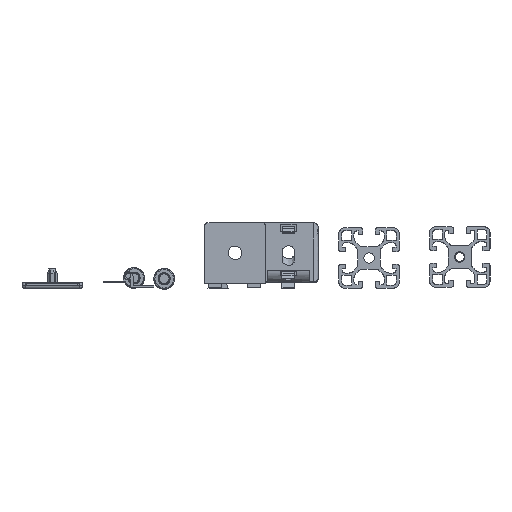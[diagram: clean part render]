
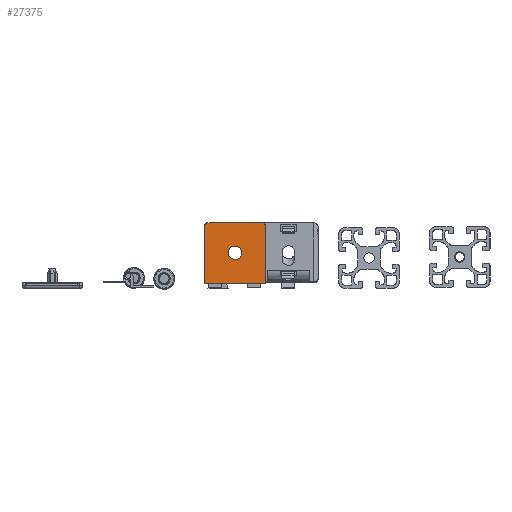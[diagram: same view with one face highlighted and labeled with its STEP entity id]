
A CAD part, left-side view. The second image highlights one B-rep face of the part: STEP entity #27375.
In plain terms, the highlighted free-form (B-spline) face has degree [1, 1] with [2, 2] control points.
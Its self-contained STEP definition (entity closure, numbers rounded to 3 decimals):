
#26959 = VERTEX_POINT('',#26960);
#26960 = CARTESIAN_POINT('',(-9.057,311.614,
    757.788));
#26965 = EDGE_CURVE('',#26959,#26966,#26968,.T.);
#26966 = VERTEX_POINT('',#26967);
#26967 = CARTESIAN_POINT('',(-9.057,310.124,
    759.278));
#26968 = ( BOUNDED_CURVE() B_SPLINE_CURVE(2,(#26969,#26970,#26971),
.UNSPECIFIED.,.F.,.F.) B_SPLINE_CURVE_WITH_KNOTS((3,3),(5.498,
7.069),.PIECEWISE_BEZIER_KNOTS.) CURVE() 
GEOMETRIC_REPRESENTATION_ITEM() RATIONAL_B_SPLINE_CURVE((1.,
0.707,1.)) REPRESENTATION_ITEM('') );
#26969 = CARTESIAN_POINT('',(-9.057,311.614,
    757.788));
#26970 = CARTESIAN_POINT('',(-9.057,311.614,
    759.278));
#26971 = CARTESIAN_POINT('',(-9.057,310.124,
    759.278));
#26999 = VERTEX_POINT('',#27000);
#27000 = CARTESIAN_POINT('',(-9.057,311.614,
    716.241));
#27005 = EDGE_CURVE('',#26959,#26999,#27006,.T.);
#27006 = B_SPLINE_CURVE_WITH_KNOTS('',1,(#27007,#27008),.UNSPECIFIED.,
  .F.,.F.,(2,2),(1.38,39.86),.PIECEWISE_BEZIER_KNOTS.);
#27007 = CARTESIAN_POINT('',(-9.057,311.614,
    757.788));
#27008 = CARTESIAN_POINT('',(-9.057,311.614,
    716.241));
#27120 = VERTEX_POINT('',#27121);
#27121 = CARTESIAN_POINT('',(-9.057,270.153,
    759.278));
#27126 = EDGE_CURVE('',#27120,#27127,#27129,.T.);
#27127 = VERTEX_POINT('',#27128);
#27128 = CARTESIAN_POINT('',(-9.057,268.663,
    757.788));
#27129 = ( BOUNDED_CURVE() B_SPLINE_CURVE(2,(#27130,#27131,#27132),
.UNSPECIFIED.,.F.,.F.) B_SPLINE_CURVE_WITH_KNOTS((3,3),(5.498,
7.069),.PIECEWISE_BEZIER_KNOTS.) CURVE() 
GEOMETRIC_REPRESENTATION_ITEM() RATIONAL_B_SPLINE_CURVE((1.,
0.707,1.)) REPRESENTATION_ITEM('') );
#27130 = CARTESIAN_POINT('',(-9.057,270.153,
    759.278));
#27131 = CARTESIAN_POINT('',(-9.057,268.663,
    759.278));
#27132 = CARTESIAN_POINT('',(-9.057,268.663,
    757.788));
#27151 = EDGE_CURVE('',#27120,#26966,#27152,.T.);
#27152 = B_SPLINE_CURVE_WITH_KNOTS('',1,(#27153,#27154),.UNSPECIFIED.,
  .F.,.F.,(2,2),(1.38,38.4),.PIECEWISE_BEZIER_KNOTS.);
#27153 = CARTESIAN_POINT('',(-9.057,270.153,
    759.278));
#27154 = CARTESIAN_POINT('',(-9.057,310.124,
    759.278));
#27192 = EDGE_CURVE('',#27193,#27127,#27195,.T.);
#27193 = VERTEX_POINT('',#27194);
#27194 = CARTESIAN_POINT('',(-9.057,268.663,
    716.241));
#27195 = B_SPLINE_CURVE_WITH_KNOTS('',1,(#27196,#27197),.UNSPECIFIED.,
  .F.,.F.,(2,2),(0.,38.48),.PIECEWISE_BEZIER_KNOTS.);
#27196 = CARTESIAN_POINT('',(-9.057,268.663,
    716.241));
#27197 = CARTESIAN_POINT('',(-9.057,268.663,
    757.788));
#27339 = VERTEX_POINT('',#27340);
#27340 = CARTESIAN_POINT('',(-9.057,285.323,
    737.835));
#27345 = EDGE_CURVE('',#27339,#27339,#27346,.T.);
#27346 = ( BOUNDED_CURVE() B_SPLINE_CURVE(2,(#27347,#27348,#27349,#27350
    ,#27351,#27352,#27353),.UNSPECIFIED.,.T.,.F.) 
B_SPLINE_CURVE_WITH_KNOTS((3,2,2,3),(3.142,5.236,
7.33,9.425),.PIECEWISE_BEZIER_KNOTS.) CURVE() 
GEOMETRIC_REPRESENTATION_ITEM() RATIONAL_B_SPLINE_CURVE((1.,0.5,1.,0.5,
1.,0.5,1.)) REPRESENTATION_ITEM('') );
#27347 = CARTESIAN_POINT('',(-9.057,285.323,
    737.835));
#27348 = CARTESIAN_POINT('',(-9.057,285.323,
    746.176));
#27349 = CARTESIAN_POINT('',(-9.057,292.546,
    742.005));
#27350 = CARTESIAN_POINT('',(-9.057,299.769,
    737.835));
#27351 = CARTESIAN_POINT('',(-9.057,292.546,
    733.665));
#27352 = CARTESIAN_POINT('',(-9.057,285.323,
    729.494));
#27353 = CARTESIAN_POINT('',(-9.057,285.323,
    737.835));
#27375 = ADVANCED_FACE('',(#27376,#27388),#27391,.F.);
#27376 = FACE_BOUND('',#27377,.T.);
#27377 = EDGE_LOOP('',(#27378,#27379,#27380,#27381,#27382,#27387));
#27378 = ORIENTED_EDGE('',*,*,#27126,.F.);
#27379 = ORIENTED_EDGE('',*,*,#27151,.T.);
#27380 = ORIENTED_EDGE('',*,*,#26965,.F.);
#27381 = ORIENTED_EDGE('',*,*,#27005,.T.);
#27382 = ORIENTED_EDGE('',*,*,#27383,.T.);
#27383 = EDGE_CURVE('',#26999,#27193,#27384,.T.);
#27384 = B_SPLINE_CURVE_WITH_KNOTS('',1,(#27385,#27386),.UNSPECIFIED.,
  .F.,.F.,(2,2),(0.,39.78),.PIECEWISE_BEZIER_KNOTS.);
#27385 = CARTESIAN_POINT('',(-9.057,311.614,
    716.241));
#27386 = CARTESIAN_POINT('',(-9.057,268.663,
    716.241));
#27387 = ORIENTED_EDGE('',*,*,#27192,.T.);
#27388 = FACE_BOUND('',#27389,.T.);
#27389 = EDGE_LOOP('',(#27390));
#27390 = ORIENTED_EDGE('',*,*,#27345,.F.);
#27391 = B_SPLINE_SURFACE_WITH_KNOTS('',1,1,(
    (#27392,#27393)
    ,(#27394,#27395
    )),.UNSPECIFIED.,.F.,.F.,.F.,(2,2),(2,2),(-19.89,19.89),(-19.93,
    19.93),.PIECEWISE_BEZIER_KNOTS.);
#27392 = CARTESIAN_POINT('',(-9.057,268.663,
    716.241));
#27393 = CARTESIAN_POINT('',(-9.057,268.663,
    759.278));
#27394 = CARTESIAN_POINT('',(-9.057,311.614,
    716.241));
#27395 = CARTESIAN_POINT('',(-9.057,311.614,
    759.278));
